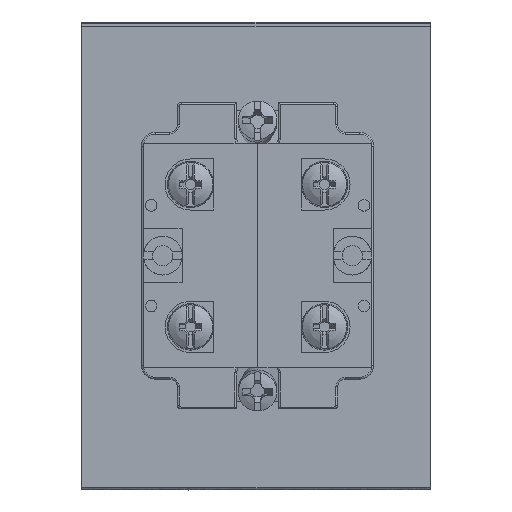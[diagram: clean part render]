
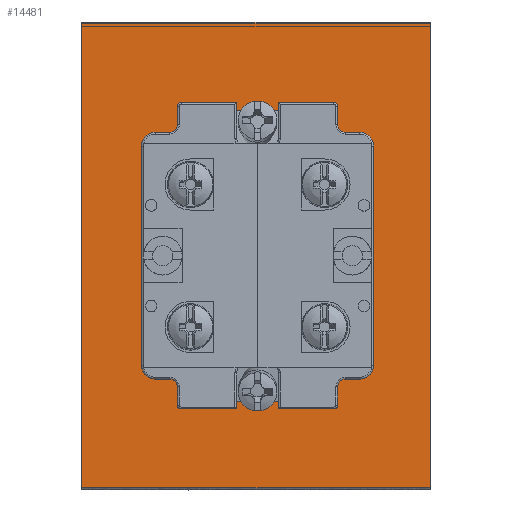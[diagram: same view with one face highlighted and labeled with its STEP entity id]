
A CAD part, left-side view. The second image highlights one B-rep face of the part: STEP entity #14481.
In plain terms, the highlighted planar face has unit normal (-1, 0, 0).
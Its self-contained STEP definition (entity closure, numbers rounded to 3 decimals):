
#14309=CARTESIAN_POINT('',(-15.704,-32.725,11.25));
#14310=VERTEX_POINT('',#14309);
#14311=CARTESIAN_POINT('',(-15.704,-32.725,22.5));
#14312=DIRECTION('',(1.0,0.0,0.0));
#14313=DIRECTION('',(0.0,0.0,1.0));
#14314=AXIS2_PLACEMENT_3D('',#14311,#14312,#14313);
#14315=CIRCLE('',#14314,11.25);
#14316=EDGE_CURVE('',#14310,#14310,#14315,.T.);
#14343=CARTESIAN_POINT('',(-15.704,-2.725,45.0));
#14344=VERTEX_POINT('',#14343);
#14363=CARTESIAN_POINT('',(-15.704,-2.725,0.0));
#14364=VERTEX_POINT('',#14363);
#14373=CARTESIAN_POINT('',(-15.704,-2.725,0.0));
#14374=DIRECTION('',(0.0,0.0,1.0));
#14375=VECTOR('',#14374,45.0);
#14376=LINE('',#14373,#14375);
#14377=EDGE_CURVE('',#14364,#14344,#14376,.T.);
#14427=CARTESIAN_POINT('',(-15.704,-62.725,45.0));
#14428=VERTEX_POINT('',#14427);
#14437=CARTESIAN_POINT('',(-15.704,-62.725,0.0));
#14438=VERTEX_POINT('',#14437);
#14439=CARTESIAN_POINT('',(-15.704,-62.725,0.0));
#14440=DIRECTION('',(0.0,0.0,1.0));
#14441=VECTOR('',#14440,45.0);
#14442=LINE('',#14439,#14441);
#14443=EDGE_CURVE('',#14438,#14428,#14442,.T.);
#14457=CARTESIAN_POINT('',(-15.704,-62.725,0.0));
#14458=DIRECTION('',(-1.0,0.0,0.0));
#14459=DIRECTION('',(0.0,0.0,1.0));
#14460=AXIS2_PLACEMENT_3D('',#14457,#14458,#14459);
#14461=PLANE('',#14460);
#14462=CARTESIAN_POINT('',(-15.704,-62.725,45.0));
#14463=DIRECTION('',(0.0,1.0,0.0));
#14464=VECTOR('',#14463,60.0);
#14465=LINE('',#14462,#14464);
#14466=EDGE_CURVE('',#14428,#14344,#14465,.T.);
#14467=ORIENTED_EDGE('',*,*,#14466,.T.);
#14468=ORIENTED_EDGE('',*,*,#14377,.F.);
#14469=CARTESIAN_POINT('',(-15.704,-2.725,0.0));
#14470=DIRECTION('',(0.0,-1.0,0.0));
#14471=VECTOR('',#14470,60.0);
#14472=LINE('',#14469,#14471);
#14473=EDGE_CURVE('',#14364,#14438,#14472,.T.);
#14474=ORIENTED_EDGE('',*,*,#14473,.T.);
#14475=ORIENTED_EDGE('',*,*,#14443,.T.);
#14476=EDGE_LOOP('',(#14467,#14468,#14474,#14475));
#14477=FACE_OUTER_BOUND('',#14476,.T.);
#14478=ORIENTED_EDGE('',*,*,#14316,.T.);
#14479=EDGE_LOOP('',(#14478));
#14480=FACE_BOUND('',#14479,.T.);
#14481=ADVANCED_FACE('',(#14477,#14480),#14461,.T.);
